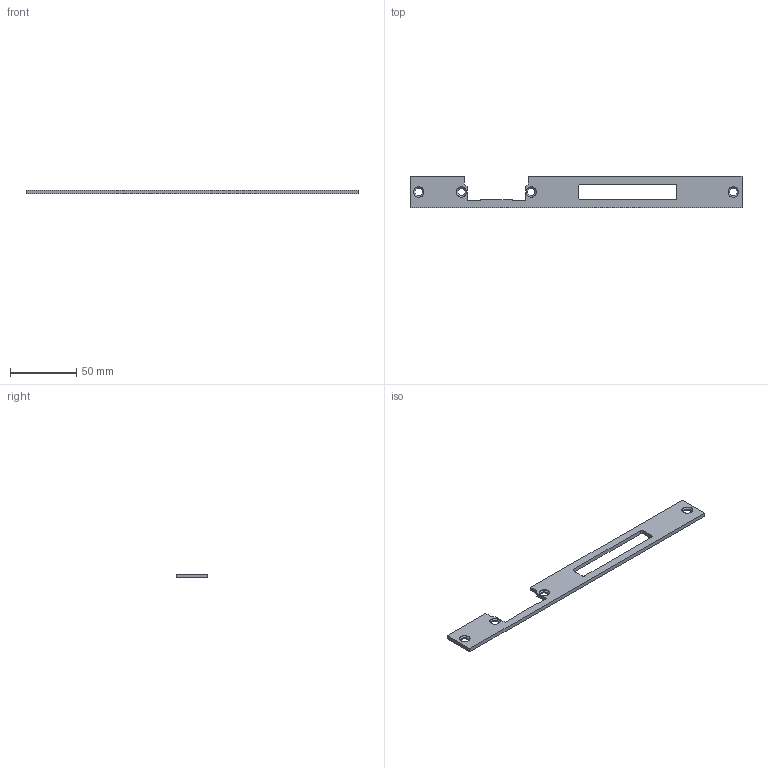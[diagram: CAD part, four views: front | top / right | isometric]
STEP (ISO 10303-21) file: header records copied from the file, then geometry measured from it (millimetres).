
FILE_DESCRIPTION (( 'STEP AP203' ), '1' );
FILE_NAME ('D000376659-003.STEP', '2021-03-05T09:02:42', ( 'Ghost' ), ( '' ), 'SwSTEP 2.0', 'SolidWorks 2020', '' );
FILE_SCHEMA (( 'CONFIG_CONTROL_DESIGN' ));
Length unit declared in the file: millimetre
Products named in the file (1): D000376659-003
Bounding box: 250 x 24 x 3 mm (x, y, z)
Volume: 12389.7 mm3; surface area: 10770.7 mm2
Topology: 1 solids, 1 shells, 66 faces, 160 edges, 96 vertices
Faces by surface type: cylinder 28, plane 22, cone 16
Entity records: 2001 total; most frequent: DIRECTION 350, CARTESIAN_POINT 323, ORIENTED_EDGE 320, EDGE_CURVE 160, AXIS2_PLACEMENT_3D 123, VECTOR 104, LINE 104, VERTEX_POINT 96
